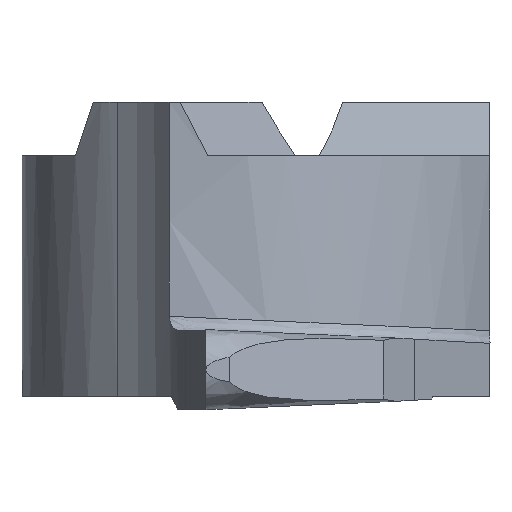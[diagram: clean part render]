
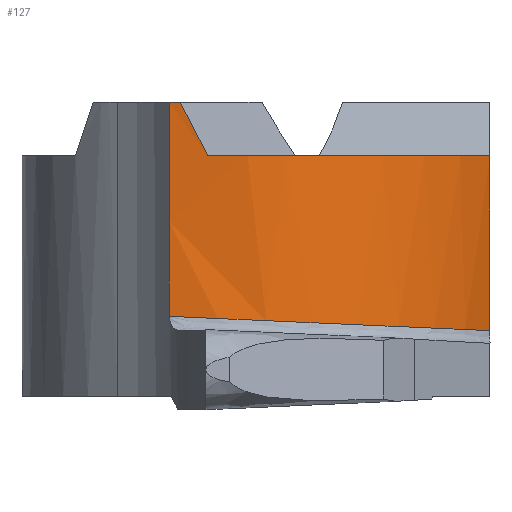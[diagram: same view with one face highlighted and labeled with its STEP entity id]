
A CAD part, left-side view. The second image highlights one B-rep face of the part: STEP entity #127.
In plain terms, the highlighted free-form (B-spline) face has degree [1, 3] with [2, 4] control points.
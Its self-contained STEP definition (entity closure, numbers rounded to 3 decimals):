
#45=(
BOUNDED_SURFACE()
B_SPLINE_SURFACE(1,3,((#1307,#1308,#1309,#1310),(#1311,#1312,#1313,#1314)),
 .UNSPECIFIED.,.F.,.F.,.F.)
B_SPLINE_SURFACE_WITH_KNOTS((2,2),(4,4),(0.,1.),(0.,1.),.UNSPECIFIED.)
GEOMETRIC_REPRESENTATION_ITEM()
RATIONAL_B_SPLINE_SURFACE(((1.,0.875,0.875,1.),
(1.,0.875,0.875,1.)))
REPRESENTATION_ITEM('')
SURFACE()
);
#78=B_SPLINE_CURVE_WITH_KNOTS('',3,(#1059,#1060,#1061,#1062,#1063,#1064),
 .UNSPECIFIED.,.F.,.F.,(4,2,4),(0.,0.5,1.),.UNSPECIFIED.);
#80=B_SPLINE_CURVE_WITH_KNOTS('',3,(#1089,#1090,#1091,#1092),
 .UNSPECIFIED.,.F.,.F.,(4,4),(0.,1.),.UNSPECIFIED.);
#81=B_SPLINE_CURVE_WITH_KNOTS('',3,(#1098,#1099,#1100,#1101),
 .UNSPECIFIED.,.F.,.F.,(4,4),(0.,1.),.UNSPECIFIED.);
#82=B_SPLINE_CURVE_WITH_KNOTS('',3,(#1108,#1109,#1110,#1111),
 .UNSPECIFIED.,.F.,.F.,(4,4),(0.,1.),.UNSPECIFIED.);
#87=B_SPLINE_CURVE_WITH_KNOTS('',3,(#1205,#1206,#1207,#1208,#1209,#1210,
#1211,#1212),.UNSPECIFIED.,.F.,.F.,(4,2,2,4),(0.,0.447,0.877,
1.),.UNSPECIFIED.);
#127=ADVANCED_FACE('',(#168),#45,.F.);
#168=FACE_OUTER_BOUND('',#206,.T.);
#206=EDGE_LOOP('',(#433,#434,#435,#436,#437,#438,#439));
#247=LINE('',#1306,#283);
#283=VECTOR('',#913,1.);
#433=ORIENTED_EDGE('',*,*,#589,.T.);
#434=ORIENTED_EDGE('',*,*,#592,.F.);
#435=ORIENTED_EDGE('',*,*,#637,.T.);
#436=ORIENTED_EDGE('',*,*,#581,.F.);
#437=ORIENTED_EDGE('',*,*,#636,.F.);
#438=ORIENTED_EDGE('',*,*,#625,.T.);
#439=ORIENTED_EDGE('',*,*,#596,.T.);
#514=VERTEX_POINT('',#1058);
#515=VERTEX_POINT('',#1065);
#521=VERTEX_POINT('',#1088);
#522=VERTEX_POINT('',#1093);
#523=VERTEX_POINT('',#1097);
#526=VERTEX_POINT('',#1112);
#543=VERTEX_POINT('',#1213);
#581=EDGE_CURVE('',#514,#515,#78,.T.);
#589=EDGE_CURVE('',#522,#521,#80,.T.);
#592=EDGE_CURVE('',#523,#521,#81,.T.);
#596=EDGE_CURVE('',#526,#522,#82,.T.);
#625=EDGE_CURVE('',#543,#526,#87,.T.);
#636=EDGE_CURVE('',#543,#514,#682,.T.);
#637=EDGE_CURVE('',#523,#515,#247,.T.);
#682=CIRCLE('',#780,4.7);
#780=AXIS2_PLACEMENT_3D('',#1289,#911,#912);
#911=DIRECTION('',(0.,0.044,-0.999));
#912=DIRECTION('',(0.,0.999,0.044));
#913=DIRECTION('',(-0.005,0.,-1.));
#1058=CARTESIAN_POINT('',(-3.664,1.295,-2.503));
#1059=CARTESIAN_POINT('',(-3.664,1.295,-2.503));
#1060=CARTESIAN_POINT('',(-3.663,1.296,-2.266));
#1061=CARTESIAN_POINT('',(-3.661,1.297,-2.029));
#1062=CARTESIAN_POINT('',(-3.659,1.299,-1.555));
#1063=CARTESIAN_POINT('',(-3.657,1.3,-1.319));
#1064=CARTESIAN_POINT('',(-3.656,1.3,-1.082));
#1065=CARTESIAN_POINT('',(-3.656,1.3,-1.082));
#1088=CARTESIAN_POINT('',(-3.67,1.133,0.7));
#1089=CARTESIAN_POINT('',(-3.701,0.72,-0.1));
#1090=CARTESIAN_POINT('',(-3.697,0.861,0.165));
#1091=CARTESIAN_POINT('',(-3.687,0.999,0.432));
#1092=CARTESIAN_POINT('',(-3.67,1.133,0.7));
#1093=CARTESIAN_POINT('',(-3.701,0.72,-0.1));
#1097=CARTESIAN_POINT('',(-3.647,1.3,0.7));
#1098=CARTESIAN_POINT('',(-3.647,1.3,0.7));
#1099=CARTESIAN_POINT('',(-3.655,1.244,0.7));
#1100=CARTESIAN_POINT('',(-3.663,1.189,0.7));
#1101=CARTESIAN_POINT('',(-3.67,1.133,0.7));
#1108=CARTESIAN_POINT('',(-1.297,-3.5,-0.1));
#1109=CARTESIAN_POINT('',(-2.795,-2.661,-0.1));
#1110=CARTESIAN_POINT('',(-3.742,-0.996,-0.1));
#1111=CARTESIAN_POINT('',(-3.701,0.72,-0.1));
#1112=CARTESIAN_POINT('',(-1.297,-3.5,-0.1));
#1205=CARTESIAN_POINT('',(-1.07,-3.5,-2.716));
#1206=CARTESIAN_POINT('',(-1.106,-3.5,-2.326));
#1207=CARTESIAN_POINT('',(-1.14,-3.5,-1.936));
#1208=CARTESIAN_POINT('',(-1.207,-3.5,-1.172));
#1209=CARTESIAN_POINT('',(-1.239,-3.5,-0.797));
#1210=CARTESIAN_POINT('',(-1.279,-3.5,-0.315));
#1211=CARTESIAN_POINT('',(-1.288,-3.5,-0.208));
#1212=CARTESIAN_POINT('',(-1.297,-3.5,-0.1));
#1213=CARTESIAN_POINT('',(-1.07,-3.5,-2.716));
#1289=CARTESIAN_POINT('',(1.,0.716,-2.529));
#1306=CARTESIAN_POINT('',(-3.635,1.299,2.924));
#1307=CARTESIAN_POINT('',(-1.168,-3.597,0.509));
#1308=CARTESIAN_POINT('',(-3.026,-2.633,0.552));
#1309=CARTESIAN_POINT('',(-3.971,-0.767,0.635));
#1310=CARTESIAN_POINT('',(-3.647,1.3,0.727));
#1311=CARTESIAN_POINT('',(-1.038,-3.515,-2.717));
#1312=CARTESIAN_POINT('',(-2.924,-2.609,-2.677));
#1313=CARTESIAN_POINT('',(-3.924,-0.773,-2.595));
#1314=CARTESIAN_POINT('',(-3.663,1.301,-2.503));
